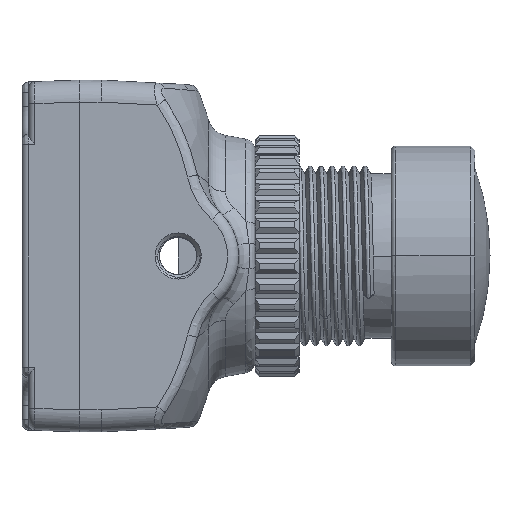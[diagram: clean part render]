
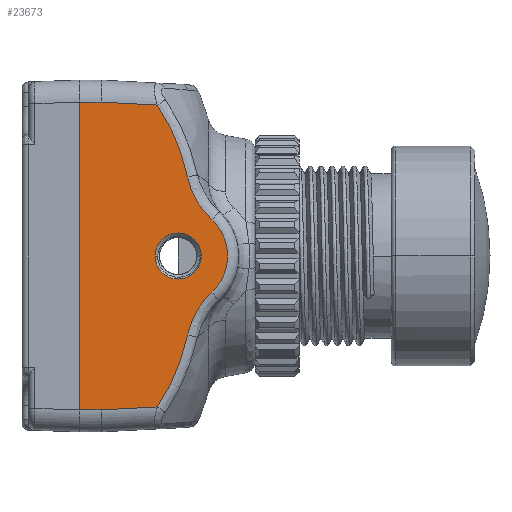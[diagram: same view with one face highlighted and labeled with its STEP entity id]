
A CAD part, left-side view. The second image highlights one B-rep face of the part: STEP entity #23673.
In plain terms, the highlighted planar face has unit normal (-1, 0, 0).
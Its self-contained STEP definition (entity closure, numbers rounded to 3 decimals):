
#7571=CARTESIAN_POINT('',(-7.,-3.5,0.));
#7572=DIRECTION('',(-1.,0.,0.));
#7573=DIRECTION('',(0.,1.,0.));
#7574=AXIS2_PLACEMENT_3D('',#7571,#7572,#7573);
#7576=CARTESIAN_POINT('',(-7.,-3.5,0.));
#7577=DIRECTION('',(-1.,0.,0.));
#7578=DIRECTION('',(0.,-1.,0.));
#7579=AXIS2_PLACEMENT_3D('',#7576,#7577,#7578);
#7581=DIRECTION('',(0.,-0.999,-0.053));
#7582=VECTOR('',#7581,2.56);
#7583=CARTESIAN_POINT('',(-7.,0.,
6.999));
#7584=LINE('',#7583,#7582);
#7585=CARTESIAN_POINT('',(-7.,-2.557,
6.865));
#7586=CARTESIAN_POINT('',(-7.,-2.674,
6.693));
#7587=CARTESIAN_POINT('',(-7.,-2.92,
6.303));
#7588=CARTESIAN_POINT('',(-7.,-3.234,
5.693));
#7589=CARTESIAN_POINT('',(-7.,-3.496,
5.066));
#7590=CARTESIAN_POINT('',(-7.,-3.693,
4.489));
#7591=CARTESIAN_POINT('',(-7.,-3.828,
4.004));
#7592=CARTESIAN_POINT('',(-7.,-3.898,
3.711));
#7593=CARTESIAN_POINT('',(-7.,-3.924,3.594));
#7595=CARTESIAN_POINT('',(-7.,-3.924,3.594));
#7596=CARTESIAN_POINT('',(-7.,-3.963,
3.418));
#7597=CARTESIAN_POINT('',(-7.,-4.067,
3.07));
#7598=CARTESIAN_POINT('',(-7.,-4.322,
2.531));
#7599=CARTESIAN_POINT('',(-7.,-4.643,
2.054));
#7600=CARTESIAN_POINT('',(-7.,-4.9,
1.772));
#7601=CARTESIAN_POINT('',(-7.,-5.04,
1.64));
#7603=CARTESIAN_POINT('',(-7.,-3.5,0.));
#7604=DIRECTION('',(1.,0.,0.));
#7605=DIRECTION('',(0.,-0.684,0.729));
#7606=AXIS2_PLACEMENT_3D('',#7603,#7604,#7605);
#7608=CARTESIAN_POINT('',(-7.,-3.924,
-3.594));
#7609=CARTESIAN_POINT('',(-7.,-3.897,
-3.718));
#7610=CARTESIAN_POINT('',(-7.,-3.825,
-4.017));
#7611=CARTESIAN_POINT('',(-7.,-3.687,
-4.507));
#7612=CARTESIAN_POINT('',(-7.,-3.49,
-5.081));
#7613=CARTESIAN_POINT('',(-7.,-3.229,
-5.704));
#7614=CARTESIAN_POINT('',(-7.,-2.916,
-6.308));
#7615=CARTESIAN_POINT('',(-7.,-2.673,
-6.695));
#7616=CARTESIAN_POINT('',(-7.,-2.557,
-6.865));
#7618=DIRECTION('',(0.,0.999,-0.053));
#7619=VECTOR('',#7618,2.56);
#7620=CARTESIAN_POINT('',(-7.,-2.557,
-6.865));
#7621=LINE('',#7620,#7619);
#7622=DIRECTION('',(0.,0.,1.));
#7623=VECTOR('',#7622,14.001);
#7624=CARTESIAN_POINT('',(-7.,1.,
-7.));
#7625=LINE('',#7624,#7623);
#7635=CARTESIAN_POINT('',(-7.,1.,7.));
#7641=CARTESIAN_POINT('',(-7.,0.,
6.999));
#7652=DIRECTION('',(0.,1.,0.001));
#7653=VECTOR('',#7652,1.);
#7654=CARTESIAN_POINT('',(-7.,0.,
6.999));
#7655=LINE('',#7654,#7653);
#7723=DIRECTION('',(0.,-1.,0.001));
#7724=VECTOR('',#7723,1.);
#7725=CARTESIAN_POINT('',(-7.,1.,
-7.));
#7726=LINE('',#7725,#7724);
#7736=CARTESIAN_POINT('',(-7.,0.,
-6.999));
#7766=CARTESIAN_POINT('',(-7.,-2.557,
-6.865));
#7781=CARTESIAN_POINT('',(-7.,-3.924,
-3.594));
#7782=CARTESIAN_POINT('',(-7.,-3.965,
-3.411));
#7783=CARTESIAN_POINT('',(-7.,-4.073,
-3.054));
#7784=CARTESIAN_POINT('',(-7.,-4.32,
-2.533));
#7785=CARTESIAN_POINT('',(-7.,-4.634,
-2.067));
#7786=CARTESIAN_POINT('',(-7.,-4.896,
-1.778));
#7787=CARTESIAN_POINT('',(-7.,-5.04,
-1.64));
#11147=VERTEX_POINT('',#7766);
#11152=VERTEX_POINT('',#7608);
#11181=CARTESIAN_POINT('',(-7.,-5.04,
-1.64));
#11182=VERTEX_POINT('',#11181);
#11183=CARTESIAN_POINT('',(-7.,-5.04,
1.64));
#11184=VERTEX_POINT('',#11183);
#11187=VERTEX_POINT('',#7585);
#11188=VERTEX_POINT('',#7593);
#12836=CARTESIAN_POINT('',(-7.,-2.45,0.));
#12838=VERTEX_POINT('',#12836);
#12839=CARTESIAN_POINT('',(-7.,-4.55,0.));
#12840=VERTEX_POINT('',#12839);
#12874=VERTEX_POINT('',#7736);
#12878=VERTEX_POINT('',#7641);
#12924=VERTEX_POINT('',#7635);
#12925=CARTESIAN_POINT('',(-7.,1.,
-7.));
#12926=VERTEX_POINT('',#12925);
#23642=CARTESIAN_POINT('',(-7.,0.,-8.));
#23643=DIRECTION('',(-1.,0.,0.));
#23644=DIRECTION('',(0.,0.,1.));
#23645=AXIS2_PLACEMENT_3D('',#23642,#23643,#23644);
#23646=PLANE('',#23645);
#23648=ORIENTED_EDGE('',*,*,#23647,.F.);
#23650=ORIENTED_EDGE('',*,*,#23649,.T.);
#23652=ORIENTED_EDGE('',*,*,#23651,.T.);
#23654=ORIENTED_EDGE('',*,*,#23653,.T.);
#23656=ORIENTED_EDGE('',*,*,#23655,.T.);
#23658=ORIENTED_EDGE('',*,*,#23657,.F.);
#23660=ORIENTED_EDGE('',*,*,#23659,.T.);
#23662=ORIENTED_EDGE('',*,*,#23661,.T.);
#23664=ORIENTED_EDGE('',*,*,#23663,.F.);
#23666=ORIENTED_EDGE('',*,*,#23665,.T.);
#23667=EDGE_LOOP('',(#23648,#23650,#23652,#23654,#23656,#23658,#23660,#23662,
#23664,#23666));
#23668=FACE_OUTER_BOUND('',#23667,.F.);
#23669=ORIENTED_EDGE('',*,*,#23636,.T.);
#23670=ORIENTED_EDGE('',*,*,#23622,.T.);
#23671=EDGE_LOOP('',(#23669,#23670));
#23672=FACE_BOUND('',#23671,.F.);
#23673=ADVANCED_FACE('',(#23668,#23672),#23646,.T.);
#7575=CIRCLE('',#7574,1.05);
#7580=CIRCLE('',#7579,1.05);
#7594=B_SPLINE_CURVE_WITH_KNOTS('',3,(#7585,#7586,#7587,#7588,#7589,#7590,#7591,
#7592,#7593),.UNSPECIFIED.,.F.,.F.,(4,1,1,1,1,1,4),(0.,0.175,
0.388,0.578,0.747,0.9,1.),
.UNSPECIFIED.);
#7602=B_SPLINE_CURVE_WITH_KNOTS('',3,(#7595,#7596,#7597,#7598,#7599,#7600,
#7601),.UNSPECIFIED.,.F.,.F.,(4,1,1,1,4),(0.,0.25,0.5,0.75,1.),
.UNSPECIFIED.);
#7607=CIRCLE('',#7606,2.25);
#7617=B_SPLINE_CURVE_WITH_KNOTS('',3,(#7608,#7609,#7610,#7611,#7612,#7613,#7614,
#7615,#7616),.UNSPECIFIED.,.F.,.F.,(4,1,1,1,1,1,4),(0.,0.106,
0.258,0.427,0.616,0.826,1.),
.UNSPECIFIED.);
#7788=B_SPLINE_CURVE_WITH_KNOTS('',3,(#7781,#7782,#7783,#7784,#7785,#7786,
#7787),.UNSPECIFIED.,.F.,.F.,(4,1,1,1,4),(0.,0.25,0.5,0.75,1.),
.UNSPECIFIED.);
#23622=EDGE_CURVE('',#12840,#12838,#7580,.T.);
#23636=EDGE_CURVE('',#12838,#12840,#7575,.T.);
#23647=EDGE_CURVE('',#12878,#12924,#7655,.T.);
#23649=EDGE_CURVE('',#12878,#11187,#7584,.T.);
#23651=EDGE_CURVE('',#11187,#11188,#7594,.T.);
#23653=EDGE_CURVE('',#11188,#11184,#7602,.T.);
#23655=EDGE_CURVE('',#11184,#11182,#7607,.T.);
#23657=EDGE_CURVE('',#11152,#11182,#7788,.T.);
#23659=EDGE_CURVE('',#11152,#11147,#7617,.T.);
#23661=EDGE_CURVE('',#11147,#12874,#7621,.T.);
#23663=EDGE_CURVE('',#12926,#12874,#7726,.T.);
#23665=EDGE_CURVE('',#12926,#12924,#7625,.T.);
